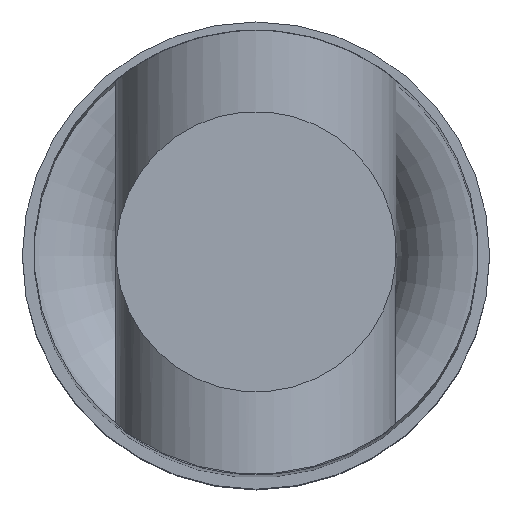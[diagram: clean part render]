
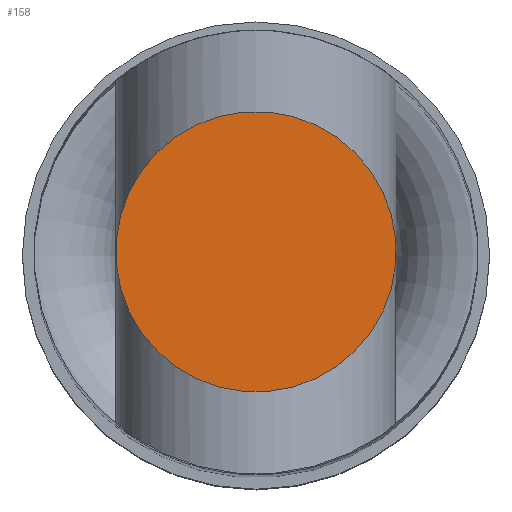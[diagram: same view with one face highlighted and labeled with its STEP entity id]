
A CAD part, top view. The second image highlights one B-rep face of the part: STEP entity #158.
In plain terms, the highlighted planar face has unit normal (0, 0, 1).
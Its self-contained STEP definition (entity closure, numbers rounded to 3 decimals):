
#27=PLANE('',#200);
#48=FACE_OUTER_BOUND('',#58,.T.);
#58=EDGE_LOOP('',(#132));
#72=CIRCLE('',#199,6.);
#81=VERTEX_POINT('',#274);
#100=EDGE_CURVE('',#81,#81,#72,.T.);
#132=ORIENTED_EDGE('',*,*,#100,.F.);
#158=ADVANCED_FACE('',(#48),#27,.T.);
#199=AXIS2_PLACEMENT_3D('',#276,#238,#239);
#200=AXIS2_PLACEMENT_3D('',#277,#240,#241);
#238=DIRECTION('center_axis',(0.,0.,-1.));
#239=DIRECTION('ref_axis',(-0.707,0.707,0.));
#240=DIRECTION('center_axis',(0.,0.,1.));
#241=DIRECTION('ref_axis',(1.,0.,0.));
#274=CARTESIAN_POINT('',(7.824,5.257,74.1));
#276=CARTESIAN_POINT('Origin',(3.581,9.5,74.1));
#277=CARTESIAN_POINT('Origin',(-5.919,0.,74.1));
